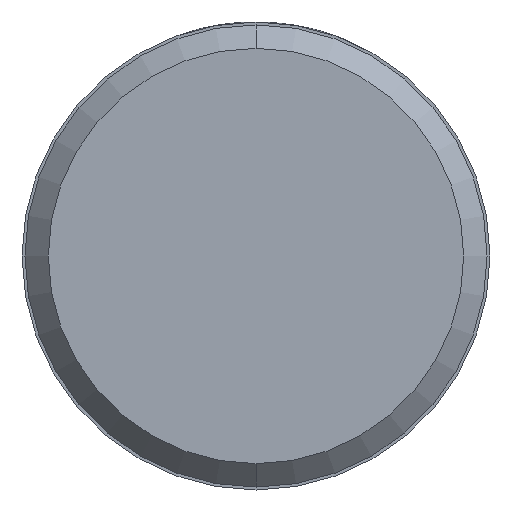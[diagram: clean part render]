
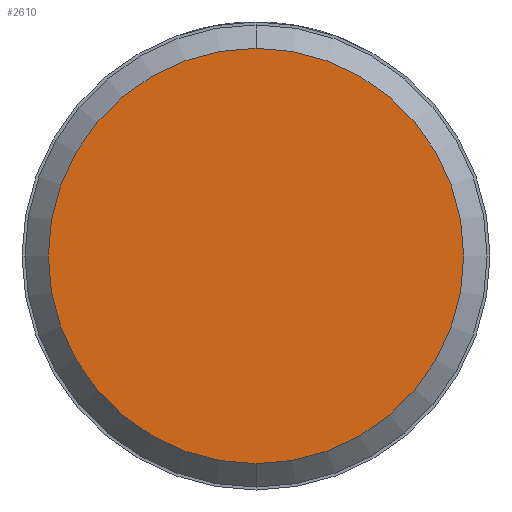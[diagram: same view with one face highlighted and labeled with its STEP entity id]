
A CAD part, front view. The second image highlights one B-rep face of the part: STEP entity #2610.
In plain terms, the highlighted planar face has unit normal (0, -1, 0).
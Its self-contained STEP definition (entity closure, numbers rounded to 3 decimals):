
#97 = CARTESIAN_POINT ( 'NONE',  ( 0., 0., 0. ) ) ;
#185 = DIRECTION ( 'NONE',  ( 0., -1., 0. ) ) ;
#253 = ORIENTED_EDGE ( 'NONE', *, *, #1091, .T. ) ;
#309 = DIRECTION ( 'NONE',  ( 0., 0., 1. ) ) ;
#453 = VERTEX_POINT ( 'NONE', #735 ) ;
#466 = AXIS2_PLACEMENT_3D ( 'NONE', #1662, #185, #2649 ) ;
#544 = ORIENTED_EDGE ( 'NONE', *, *, #761, .T. ) ;
#620 = VERTEX_POINT ( 'NONE', #1980 ) ;
#735 = CARTESIAN_POINT ( 'NONE',  ( 0., 0., 17.75 ) ) ;
#761 = EDGE_CURVE ( 'NONE', #453, #620, #1683, .T. ) ;
#786 = DIRECTION ( 'NONE',  ( 0., -1., 0. ) ) ;
#795 = DIRECTION ( 'NONE',  ( 0., 0., 1. ) ) ;
#909 = FACE_OUTER_BOUND ( 'NONE', #1081, .T. ) ;
#1081 = EDGE_LOOP ( 'NONE', ( #544, #253 ) ) ;
#1091 = EDGE_CURVE ( 'NONE', #620, #453, #1981, .T. ) ;
#1355 = PLANE ( 'NONE',  #2553 ) ;
#1563 = DIRECTION ( 'NONE',  ( 0., 1., 0. ) ) ;
#1662 = CARTESIAN_POINT ( 'NONE',  ( 0., 0., 0. ) ) ;
#1683 = CIRCLE ( 'NONE', #466, 17.75 ) ;
#1980 = CARTESIAN_POINT ( 'NONE',  ( 0., 0., -17.75 ) ) ;
#1981 = CIRCLE ( 'NONE', #2037, 17.75 ) ;
#2037 = AXIS2_PLACEMENT_3D ( 'NONE', #2611, #786, #795 ) ;
#2553 = AXIS2_PLACEMENT_3D ( 'NONE', #97, #1563, #309 ) ;
#2610 = ADVANCED_FACE ( 'NONE', ( #909 ), #1355, .F. ) ;
#2611 = CARTESIAN_POINT ( 'NONE',  ( 0., 0., 0. ) ) ;
#2649 = DIRECTION ( 'NONE',  ( 0., 0., 1. ) ) ;
